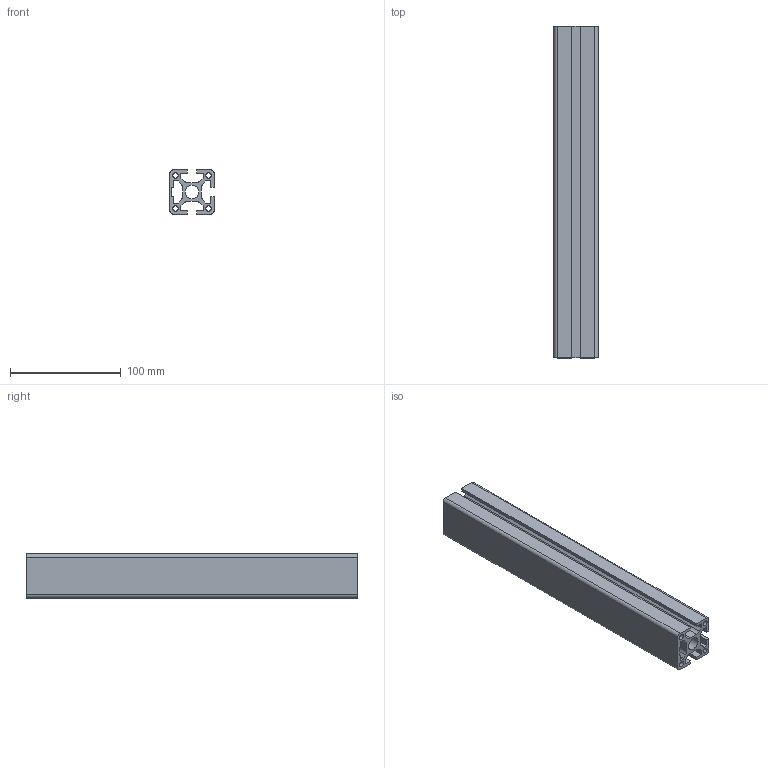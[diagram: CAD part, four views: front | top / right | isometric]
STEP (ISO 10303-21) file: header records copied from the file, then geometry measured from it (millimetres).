
FILE_DESCRIPTION (( 'STEP AP214' ), '1' );
FILE_NAME ('1727977712912.step', '2024-10-03T17:48:35', ( 'Windows User' ), ( '' ), 'SwSTEP 2.0', 'SolidWorks 2011', '' );
FILE_SCHEMA (( 'AUTOMOTIVE_DESIGN' ));
Length unit declared in the file: millimetre
Products named in the file (2): 1727977712912; 1.11.040040.33SPx300.00(1)
Assembly tree (1 placements, depth 2):
  1727977712912
    1.11.040040.33SPx300.00(1)
Bounding box: 40 x 300 x 40 mm (x, y, z)
Volume: 206622.2 mm3; surface area: 132886 mm2
Topology: 1 solids, 1 shells, 80 faces, 234 edges, 156 vertices
Faces by surface type: plane 46, cylinder 34
Entity records: 2756 total; most frequent: CARTESIAN_POINT 474, DIRECTION 470, ORIENTED_EDGE 468, EDGE_CURVE 234, LINE 166, VECTOR 166, VERTEX_POINT 156, AXIS2_PLACEMENT_3D 152
